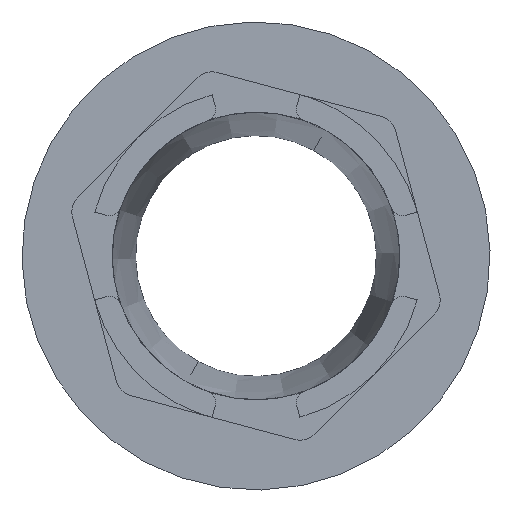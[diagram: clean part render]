
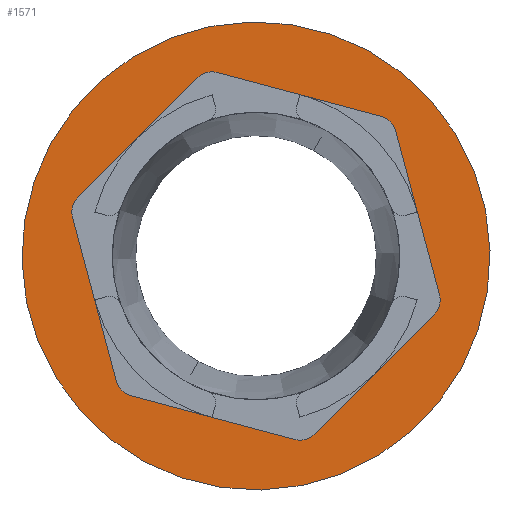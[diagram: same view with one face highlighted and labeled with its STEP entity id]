
A CAD part, front view. The second image highlights one B-rep face of the part: STEP entity #1571.
In plain terms, the highlighted planar face has unit normal (0, -1, 0).
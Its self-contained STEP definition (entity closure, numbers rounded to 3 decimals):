
#930=CARTESIAN_POINT('Vertex',(8.696,-16.619,-26.659)) ;
#933=CARTESIAN_POINT('Line Origine',(17.678,-16.619,-17.678)) ;
#937=CARTESIAN_POINT('Vertex',(26.659,-16.619,-8.696)) ;
#958=CARTESIAN_POINT('Axis2P3D Location',(24.538,-16.619,-6.575)) ;
#962=CARTESIAN_POINT('Vertex',(27.436,-16.619,-5.798)) ;
#982=CARTESIAN_POINT('Line Origine',(24.148,-16.619,6.47)) ;
#986=CARTESIAN_POINT('Vertex',(20.861,-16.619,18.739)) ;
#1055=CARTESIAN_POINT('Vertex',(-18.739,-16.619,-20.861)) ;
#1058=CARTESIAN_POINT('Line Origine',(-6.47,-16.619,-24.148)) ;
#1062=CARTESIAN_POINT('Vertex',(5.798,-16.619,-27.436)) ;
#1084=CARTESIAN_POINT('Axis2P3D Location',(6.575,-16.619,-24.538)) ;
#1487=CARTESIAN_POINT('Axis2P3D Location',(0.,-16.619,35.)) ;
#1492=CARTESIAN_POINT('Axis2P3D Location',(0.,-16.619,0.)) ;
#1496=CARTESIAN_POINT('Vertex',(16.78,-16.619,30.715)) ;
#1498=CARTESIAN_POINT('Vertex',(-16.78,-16.619,-30.715)) ;
#1501=CARTESIAN_POINT('Axis2P3D Location',(0.,-16.619,0.)) ;
#1510=CARTESIAN_POINT('Axis2P3D Location',(-17.963,-16.619,-17.963)) ;
#1514=CARTESIAN_POINT('Vertex',(-20.861,-16.619,-18.739)) ;
#1517=CARTESIAN_POINT('Line Origine',(-24.148,-16.619,-6.47)) ;
#1521=CARTESIAN_POINT('Vertex',(-27.436,-16.619,5.798)) ;
#1524=CARTESIAN_POINT('Axis2P3D Location',(-24.538,-16.619,6.575)) ;
#1528=CARTESIAN_POINT('Vertex',(-26.659,-16.619,8.696)) ;
#1531=CARTESIAN_POINT('Line Origine',(-17.678,-16.619,17.678)) ;
#1535=CARTESIAN_POINT('Vertex',(-8.696,-16.619,26.659)) ;
#1538=CARTESIAN_POINT('Axis2P3D Location',(-6.575,-16.619,24.538)) ;
#1542=CARTESIAN_POINT('Vertex',(-5.798,-16.619,27.436)) ;
#1545=CARTESIAN_POINT('Line Origine',(6.47,-16.619,24.148)) ;
#1549=CARTESIAN_POINT('Vertex',(18.739,-16.619,20.861)) ;
#1552=CARTESIAN_POINT('Axis2P3D Location',(17.963,-16.619,17.963)) ;
#934=DIRECTION('Vector Direction',(0.707,0.,0.707)) ;
#959=DIRECTION('Axis2P3D Direction',(0.,-1.,0.)) ;
#983=DIRECTION('Vector Direction',(-0.259,0.,0.966)) ;
#1059=DIRECTION('Vector Direction',(0.966,0.,-0.259)) ;
#1085=DIRECTION('Axis2P3D Direction',(0.,-1.,0.)) ;
#1488=DIRECTION('Axis2P3D Direction',(-0.,1.,0.)) ;
#1489=DIRECTION('Axis2P3D XDirection',(1.,0.,0.)) ;
#1493=DIRECTION('Axis2P3D Direction',(-0.,1.,0.)) ;
#1502=DIRECTION('Axis2P3D Direction',(-0.,1.,0.)) ;
#1511=DIRECTION('Axis2P3D Direction',(-0.,1.,0.)) ;
#1518=DIRECTION('Vector Direction',(0.259,0.,-0.966)) ;
#1525=DIRECTION('Axis2P3D Direction',(-0.,1.,0.)) ;
#1532=DIRECTION('Vector Direction',(-0.707,0.,-0.707)) ;
#1539=DIRECTION('Axis2P3D Direction',(-0.,1.,0.)) ;
#1546=DIRECTION('Vector Direction',(-0.966,0.,0.259)) ;
#1553=DIRECTION('Axis2P3D Direction',(-0.,1.,0.)) ;
#960=AXIS2_PLACEMENT_3D('Circle Axis2P3D',#958,#959,$) ;
#1086=AXIS2_PLACEMENT_3D('Circle Axis2P3D',#1084,#1085,$) ;
#1490=AXIS2_PLACEMENT_3D('Plane Axis2P3D',#1487,#1488,#1489) ;
#1494=AXIS2_PLACEMENT_3D('Circle Axis2P3D',#1492,#1493,$) ;
#1503=AXIS2_PLACEMENT_3D('Circle Axis2P3D',#1501,#1502,$) ;
#1512=AXIS2_PLACEMENT_3D('Circle Axis2P3D',#1510,#1511,$) ;
#1526=AXIS2_PLACEMENT_3D('Circle Axis2P3D',#1524,#1525,$) ;
#1540=AXIS2_PLACEMENT_3D('Circle Axis2P3D',#1538,#1539,$) ;
#1554=AXIS2_PLACEMENT_3D('Circle Axis2P3D',#1552,#1553,$) ;
#1507=ORIENTED_EDGE('',*,*,#1500,.F.) ;
#1508=ORIENTED_EDGE('',*,*,#1505,.F.) ;
#1558=ORIENTED_EDGE('',*,*,#988,.F.) ;
#1559=ORIENTED_EDGE('',*,*,#964,.F.) ;
#1560=ORIENTED_EDGE('',*,*,#939,.F.) ;
#1561=ORIENTED_EDGE('',*,*,#1088,.F.) ;
#1562=ORIENTED_EDGE('',*,*,#1064,.F.) ;
#1563=ORIENTED_EDGE('',*,*,#1516,.F.) ;
#1564=ORIENTED_EDGE('',*,*,#1523,.F.) ;
#1565=ORIENTED_EDGE('',*,*,#1530,.F.) ;
#1566=ORIENTED_EDGE('',*,*,#1537,.F.) ;
#1567=ORIENTED_EDGE('',*,*,#1544,.F.) ;
#1568=ORIENTED_EDGE('',*,*,#1551,.F.) ;
#1569=ORIENTED_EDGE('',*,*,#1556,.F.) ;
#1570=FACE_BOUND('',#1557,.T.) ;
#935=VECTOR('Line Direction',#934,1.) ;
#984=VECTOR('Line Direction',#983,1.) ;
#1060=VECTOR('Line Direction',#1059,1.) ;
#1519=VECTOR('Line Direction',#1518,1.) ;
#1533=VECTOR('Line Direction',#1532,1.) ;
#1547=VECTOR('Line Direction',#1546,1.) ;
#1571=ADVANCED_FACE('Corps principal',(#1509,#1570),#1491,.F.) ;
#961=CIRCLE('generated circle',#960,3.) ;
#1087=CIRCLE('generated circle',#1086,3.) ;
#1495=CIRCLE('generated circle',#1494,35.) ;
#1504=CIRCLE('generated circle',#1503,35.) ;
#1513=CIRCLE('generated circle',#1512,3.) ;
#1527=CIRCLE('generated circle',#1526,3.) ;
#1541=CIRCLE('generated circle',#1540,3.) ;
#1555=CIRCLE('generated circle',#1554,3.) ;
#939=EDGE_CURVE('',#931,#938,#936,.T.) ;
#964=EDGE_CURVE('',#938,#963,#961,.T.) ;
#988=EDGE_CURVE('',#963,#987,#985,.T.) ;
#1064=EDGE_CURVE('',#1056,#1063,#1061,.T.) ;
#1088=EDGE_CURVE('',#1063,#931,#1087,.T.) ;
#1500=EDGE_CURVE('',#1497,#1499,#1495,.T.) ;
#1505=EDGE_CURVE('',#1499,#1497,#1504,.T.) ;
#1516=EDGE_CURVE('',#1515,#1056,#1513,.F.) ;
#1523=EDGE_CURVE('',#1522,#1515,#1520,.T.) ;
#1530=EDGE_CURVE('',#1529,#1522,#1527,.F.) ;
#1537=EDGE_CURVE('',#1536,#1529,#1534,.T.) ;
#1544=EDGE_CURVE('',#1543,#1536,#1541,.F.) ;
#1551=EDGE_CURVE('',#1550,#1543,#1548,.T.) ;
#1556=EDGE_CURVE('',#987,#1550,#1555,.F.) ;
#1506=EDGE_LOOP('',(#1507,#1508)) ;
#1557=EDGE_LOOP('',(#1558,#1559,#1560,#1561,#1562,#1563,#1564,#1565,#1566,#1567,#1568,#1569)) ;
#1509=FACE_OUTER_BOUND('',#1506,.T.) ;
#936=LINE('Line',#933,#935) ;
#985=LINE('Line',#982,#984) ;
#1061=LINE('Line',#1058,#1060) ;
#1520=LINE('Line',#1517,#1519) ;
#1534=LINE('Line',#1531,#1533) ;
#1548=LINE('Line',#1545,#1547) ;
#1491=PLANE('Plane',#1490) ;
#931=VERTEX_POINT('',#930) ;
#938=VERTEX_POINT('',#937) ;
#963=VERTEX_POINT('',#962) ;
#987=VERTEX_POINT('',#986) ;
#1056=VERTEX_POINT('',#1055) ;
#1063=VERTEX_POINT('',#1062) ;
#1497=VERTEX_POINT('',#1496) ;
#1499=VERTEX_POINT('',#1498) ;
#1515=VERTEX_POINT('',#1514) ;
#1522=VERTEX_POINT('',#1521) ;
#1529=VERTEX_POINT('',#1528) ;
#1536=VERTEX_POINT('',#1535) ;
#1543=VERTEX_POINT('',#1542) ;
#1550=VERTEX_POINT('',#1549) ;
